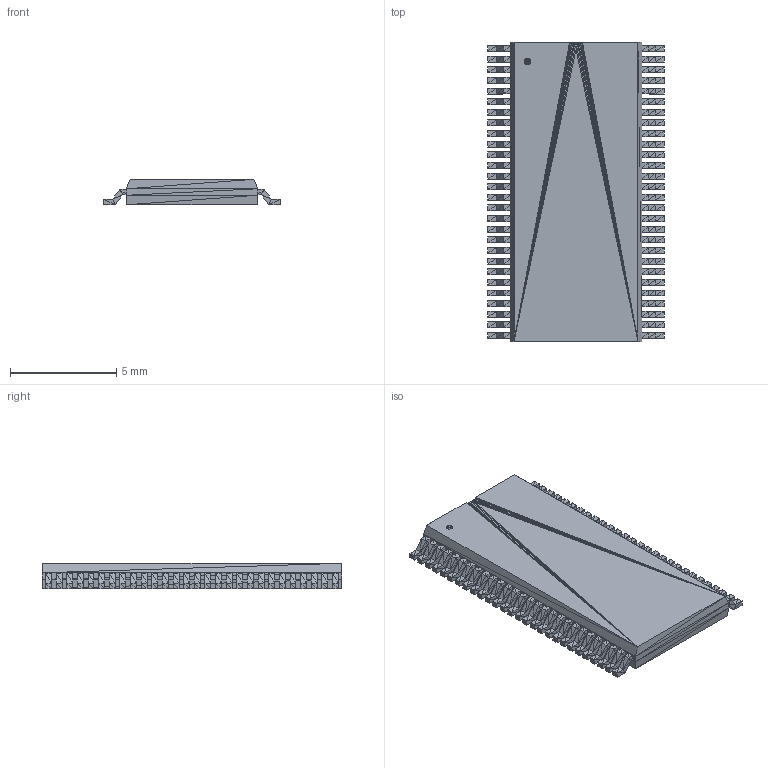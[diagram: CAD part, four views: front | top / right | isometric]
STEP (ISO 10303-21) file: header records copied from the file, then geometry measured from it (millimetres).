
FILE_DESCRIPTION(('STEP AP214'),'1');
FILE_NAME('DGG56','2018-03-28T11:01:15',(''),(''),'','','');
FILE_SCHEMA(('AUTOMOTIVE_DESIGN'));
Length unit declared in the file: millimetre
Products named in the file (1): product
Bounding box: 8.31 x 14.1 x 1.2 mm (x, y, z)
Surface area: 302 mm2 (no closed solid volume)
Topology: 0 solids, 1797 shells, 1797 faces, 5391 edges, 5391 vertices
Faces by surface type: plane 1797
Entity records: 59360 total; most frequent: CARTESIAN_POINT 12580, DIRECTION 8987, ORIENTED_EDGE 5391, EDGE_CURVE 5391, VERTEX_POINT 5391, LINE 5391, VECTOR 5391, AXIS2_PLACEMENT_3D 1798
